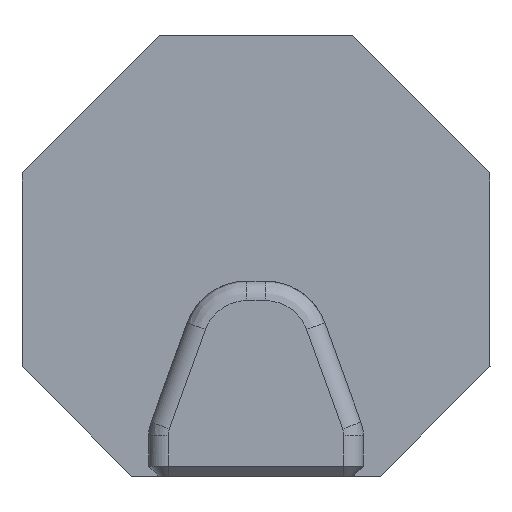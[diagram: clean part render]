
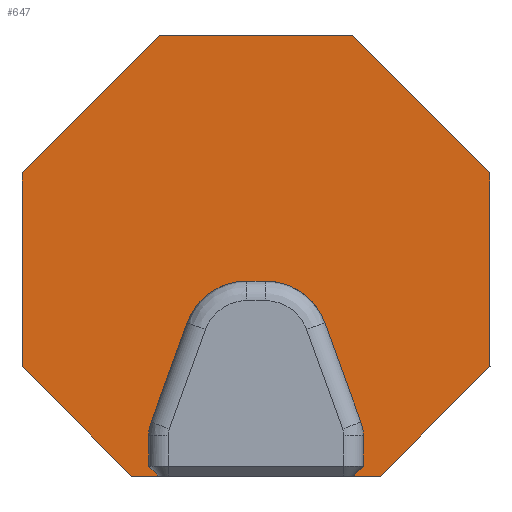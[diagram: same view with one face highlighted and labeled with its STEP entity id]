
A CAD part, front view. The second image highlights one B-rep face of the part: STEP entity #647.
In plain terms, the highlighted free-form (B-spline) face has degree [1, 1] with [2, 2] control points.
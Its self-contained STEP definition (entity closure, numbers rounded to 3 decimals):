
#22 = VERTEX_POINT('',#23);
#23 = CARTESIAN_POINT('',(298.86,-28.034,
    165.504));
#31 = EDGE_CURVE('',#32,#22,#34,.T.);
#32 = VERTEX_POINT('',#33);
#33 = CARTESIAN_POINT('',(298.857,-28.034,
    165.5));
#34 = B_SPLINE_CURVE_WITH_KNOTS('',1,(#35,#36),.UNSPECIFIED.,.F.,.F.,(2,
    2),(0.569,0.573),.PIECEWISE_BEZIER_KNOTS.);
#35 = CARTESIAN_POINT('',(298.857,-28.034,
    165.5));
#36 = CARTESIAN_POINT('',(298.86,-28.034,
    165.504));
#62 = VERTEX_POINT('',#63);
#63 = CARTESIAN_POINT('',(287.903,-28.034,
    165.504));
#71 = EDGE_CURVE('',#72,#62,#74,.T.);
#72 = VERTEX_POINT('',#73);
#73 = CARTESIAN_POINT('',(287.903,-28.034,
    167.648));
#74 = B_SPLINE_CURVE_WITH_KNOTS('',1,(#75,#76),.UNSPECIFIED.,.F.,.F.,(2,
    2),(4.996,6.641),.PIECEWISE_BEZIER_KNOTS.);
#75 = CARTESIAN_POINT('',(287.903,-28.034,
    167.648));
#76 = CARTESIAN_POINT('',(287.903,-28.034,
    165.504));
#110 = EDGE_CURVE('',#111,#72,#113,.T.);
#111 = VERTEX_POINT('',#112);
#112 = CARTESIAN_POINT('',(288.154,-28.034,
    169.075));
#113 = ( BOUNDED_CURVE() B_SPLINE_CURVE(2,(#114,#115,#116),
.UNSPECIFIED.,.F.,.F.) B_SPLINE_CURVE_WITH_KNOTS((3,3),(6.109,
6.458),.PIECEWISE_BEZIER_KNOTS.) CURVE() 
GEOMETRIC_REPRESENTATION_ITEM() RATIONAL_B_SPLINE_CURVE((1.,
0.985,1.)) REPRESENTATION_ITEM('') );
#114 = CARTESIAN_POINT('',(288.154,-28.034,
    169.075));
#115 = CARTESIAN_POINT('',(287.903,-28.034,
    168.384));
#116 = CARTESIAN_POINT('',(287.903,-28.034,
    167.648));
#145 = EDGE_CURVE('',#146,#111,#148,.T.);
#146 = VERTEX_POINT('',#147);
#147 = CARTESIAN_POINT('',(290.373,-28.034,
    175.171));
#148 = B_SPLINE_CURVE_WITH_KNOTS('',1,(#149,#150),.UNSPECIFIED.,.F.,.F.,
  (2,2),(0.931,5.906),.PIECEWISE_BEZIER_KNOTS.);
#149 = CARTESIAN_POINT('',(290.373,-28.034,
    175.171));
#150 = CARTESIAN_POINT('',(288.154,-28.034,
    169.075));
#177 = EDGE_CURVE('',#178,#146,#180,.T.);
#178 = VERTEX_POINT('',#179);
#179 = CARTESIAN_POINT('',(292.762,-28.034,
    176.844));
#180 = ( BOUNDED_CURVE() B_SPLINE_CURVE(2,(#181,#182,#183),
.UNSPECIFIED.,.F.,.F.) B_SPLINE_CURVE_WITH_KNOTS((3,3),(5.672,
6.894),.PIECEWISE_BEZIER_KNOTS.) CURVE() 
GEOMETRIC_REPRESENTATION_ITEM() RATIONAL_B_SPLINE_CURVE((1.,
0.819,1.)) REPRESENTATION_ITEM('') );
#181 = CARTESIAN_POINT('',(292.762,-28.034,
    176.844));
#182 = CARTESIAN_POINT('',(290.982,-28.034,
    176.844));
#183 = CARTESIAN_POINT('',(290.373,-28.034,
    175.171));
#212 = EDGE_CURVE('',#213,#178,#215,.T.);
#213 = VERTEX_POINT('',#214);
#214 = CARTESIAN_POINT('',(294.001,-28.034,
    176.844));
#215 = B_SPLINE_CURVE_WITH_KNOTS('',1,(#216,#217),.UNSPECIFIED.,.F.,.F.,
  (2,2),(-3.987,-3.038),.PIECEWISE_BEZIER_KNOTS.);
#216 = CARTESIAN_POINT('',(294.001,-28.034,
    176.844));
#217 = CARTESIAN_POINT('',(292.762,-28.034,
    176.844));
#244 = EDGE_CURVE('',#245,#213,#247,.T.);
#245 = VERTEX_POINT('',#246);
#246 = CARTESIAN_POINT('',(296.39,-28.034,
    175.171));
#247 = ( BOUNDED_CURVE() B_SPLINE_CURVE(2,(#248,#249,#250),
.UNSPECIFIED.,.F.,.F.) B_SPLINE_CURVE_WITH_KNOTS((3,3),(5.672,
6.894),.PIECEWISE_BEZIER_KNOTS.) CURVE() 
GEOMETRIC_REPRESENTATION_ITEM() RATIONAL_B_SPLINE_CURVE((1.,
0.819,1.)) REPRESENTATION_ITEM('') );
#248 = CARTESIAN_POINT('',(296.39,-28.034,
    175.171));
#249 = CARTESIAN_POINT('',(295.781,-28.034,
    176.844));
#250 = CARTESIAN_POINT('',(294.001,-28.034,
    176.844));
#279 = EDGE_CURVE('',#280,#245,#282,.T.);
#280 = VERTEX_POINT('',#281);
#281 = CARTESIAN_POINT('',(298.609,-28.034,
    169.075));
#282 = B_SPLINE_CURVE_WITH_KNOTS('',1,(#283,#284),.UNSPECIFIED.,.F.,.F.,
  (2,2),(-5.807,-0.832),.PIECEWISE_BEZIER_KNOTS.);
#283 = CARTESIAN_POINT('',(298.609,-28.034,
    169.075));
#284 = CARTESIAN_POINT('',(296.39,-28.034,
    175.171));
#311 = EDGE_CURVE('',#312,#280,#314,.T.);
#312 = VERTEX_POINT('',#313);
#313 = CARTESIAN_POINT('',(298.86,-28.034,
    167.648));
#314 = ( BOUNDED_CURVE() B_SPLINE_CURVE(2,(#315,#316,#317),
.UNSPECIFIED.,.F.,.F.) B_SPLINE_CURVE_WITH_KNOTS((3,3),(6.109,
6.458),.PIECEWISE_BEZIER_KNOTS.) CURVE() 
GEOMETRIC_REPRESENTATION_ITEM() RATIONAL_B_SPLINE_CURVE((1.,
0.985,1.)) REPRESENTATION_ITEM('') );
#315 = CARTESIAN_POINT('',(298.86,-28.034,
    167.648));
#316 = CARTESIAN_POINT('',(298.86,-28.034,
    168.384));
#317 = CARTESIAN_POINT('',(298.609,-28.034,
    169.075));
#345 = EDGE_CURVE('',#22,#312,#346,.T.);
#346 = B_SPLINE_CURVE_WITH_KNOTS('',1,(#347,#348),.UNSPECIFIED.,.F.,.F.,
  (2,2),(-5.641,-3.996),.PIECEWISE_BEZIER_KNOTS.);
#347 = CARTESIAN_POINT('',(298.86,-28.034,
    165.504));
#348 = CARTESIAN_POINT('',(298.86,-28.034,
    167.648));
#369 = VERTEX_POINT('',#370);
#370 = CARTESIAN_POINT('',(287.907,-28.034,
    165.5));
#376 = EDGE_CURVE('',#62,#369,#377,.T.);
#377 = B_SPLINE_CURVE_WITH_KNOTS('',1,(#378,#379),.UNSPECIFIED.,.F.,.F.,
  (2,2),(4.73,4.735),.PIECEWISE_BEZIER_KNOTS.);
#378 = CARTESIAN_POINT('',(287.903,-28.034,
    165.504));
#379 = CARTESIAN_POINT('',(287.907,-28.034,
    165.5));
#647 = ADVANCED_FACE('',(#648),#722,.T.);
#648 = FACE_BOUND('',#649,.T.);
#649 = EDGE_LOOP('',(#650,#651,#658,#665,#672,#679,#686,#693,#700,#707,
    #712,#713,#714,#715,#716,#717,#718,#719,#720,#721));
#650 = ORIENTED_EDGE('',*,*,#31,.F.);
#651 = ORIENTED_EDGE('',*,*,#652,.F.);
#652 = EDGE_CURVE('',#653,#32,#655,.T.);
#653 = VERTEX_POINT('',#654);
#654 = CARTESIAN_POINT('',(301.721,-28.034,165.5
    ));
#655 = B_SPLINE_CURVE_WITH_KNOTS('',1,(#656,#657),.UNSPECIFIED.,.F.,.F.,
  (2,2),(9.854,12.051),.PIECEWISE_BEZIER_KNOTS.);
#656 = CARTESIAN_POINT('',(301.721,-28.034,
    165.5));
#657 = CARTESIAN_POINT('',(298.857,-28.034,
    165.5));
#658 = ORIENTED_EDGE('',*,*,#659,.T.);
#659 = EDGE_CURVE('',#653,#660,#662,.T.);
#660 = VERTEX_POINT('',#661);
#661 = CARTESIAN_POINT('',(309.029,-28.034,
    172.808));
#662 = B_SPLINE_CURVE_WITH_KNOTS('',1,(#663,#664),.UNSPECIFIED.,.F.,.F.,
  (2,2),(-2.719,5.206),.PIECEWISE_BEZIER_KNOTS.);
#663 = CARTESIAN_POINT('',(301.721,-28.034,165.5
    ));
#664 = CARTESIAN_POINT('',(309.029,-28.034,
    172.808));
#665 = ORIENTED_EDGE('',*,*,#666,.T.);
#666 = EDGE_CURVE('',#660,#667,#669,.T.);
#667 = VERTEX_POINT('',#668);
#668 = CARTESIAN_POINT('',(309.029,-28.034,
    185.77));
#669 = B_SPLINE_CURVE_WITH_KNOTS('',1,(#670,#671),.UNSPECIFIED.,.F.,.F.,
  (2,2),(-5.956,3.985),.PIECEWISE_BEZIER_KNOTS.);
#670 = CARTESIAN_POINT('',(309.029,-28.034,
    172.808));
#671 = CARTESIAN_POINT('',(309.029,-28.034,
    185.77));
#672 = ORIENTED_EDGE('',*,*,#673,.T.);
#673 = EDGE_CURVE('',#667,#674,#676,.T.);
#674 = VERTEX_POINT('',#675);
#675 = CARTESIAN_POINT('',(299.863,-28.034,
    194.936));
#676 = B_SPLINE_CURVE_WITH_KNOTS('',1,(#677,#678),.UNSPECIFIED.,.F.,.F.,
  (2,2),(-7.105,2.837),.PIECEWISE_BEZIER_KNOTS.);
#677 = CARTESIAN_POINT('',(309.029,-28.034,
    185.77));
#678 = CARTESIAN_POINT('',(299.863,-28.034,
    194.936));
#679 = ORIENTED_EDGE('',*,*,#680,.F.);
#680 = EDGE_CURVE('',#681,#674,#683,.T.);
#681 = VERTEX_POINT('',#682);
#682 = CARTESIAN_POINT('',(286.9,-28.034,
    194.936));
#683 = B_SPLINE_CURVE_WITH_KNOTS('',1,(#684,#685),.UNSPECIFIED.,.F.,.F.,
  (2,2),(-1.221,8.721),.PIECEWISE_BEZIER_KNOTS.);
#684 = CARTESIAN_POINT('',(286.9,-28.034,
    194.936));
#685 = CARTESIAN_POINT('',(299.863,-28.034,
    194.936));
#686 = ORIENTED_EDGE('',*,*,#687,.F.);
#687 = EDGE_CURVE('',#688,#681,#690,.T.);
#688 = VERTEX_POINT('',#689);
#689 = CARTESIAN_POINT('',(277.735,-28.034,
    185.77));
#690 = B_SPLINE_CURVE_WITH_KNOTS('',1,(#691,#692),.UNSPECIFIED.,.F.,.F.,
  (2,2),(-7.105,2.837),.PIECEWISE_BEZIER_KNOTS.);
#691 = CARTESIAN_POINT('',(277.735,-28.034,
    185.77));
#692 = CARTESIAN_POINT('',(286.9,-28.034,
    194.936));
#693 = ORIENTED_EDGE('',*,*,#694,.F.);
#694 = EDGE_CURVE('',#695,#688,#697,.T.);
#695 = VERTEX_POINT('',#696);
#696 = CARTESIAN_POINT('',(277.735,-28.034,
    172.808));
#697 = B_SPLINE_CURVE_WITH_KNOTS('',1,(#698,#699),.UNSPECIFIED.,.F.,.F.,
  (2,2),(-5.956,3.985),.PIECEWISE_BEZIER_KNOTS.);
#698 = CARTESIAN_POINT('',(277.735,-28.034,
    172.808));
#699 = CARTESIAN_POINT('',(277.735,-28.034,
    185.77));
#700 = ORIENTED_EDGE('',*,*,#701,.F.);
#701 = EDGE_CURVE('',#702,#695,#704,.T.);
#702 = VERTEX_POINT('',#703);
#703 = CARTESIAN_POINT('',(285.042,-28.034,
    165.5));
#704 = B_SPLINE_CURVE_WITH_KNOTS('',1,(#705,#706),.UNSPECIFIED.,.F.,.F.,
  (2,2),(-2.719,5.206),.PIECEWISE_BEZIER_KNOTS.);
#705 = CARTESIAN_POINT('',(285.042,-28.034,
    165.5));
#706 = CARTESIAN_POINT('',(277.735,-28.034,
    172.808));
#707 = ORIENTED_EDGE('',*,*,#708,.F.);
#708 = EDGE_CURVE('',#369,#702,#709,.T.);
#709 = B_SPLINE_CURVE_WITH_KNOTS('',1,(#710,#711),.UNSPECIFIED.,.F.,.F.,
  (2,2),(20.449,22.646),.PIECEWISE_BEZIER_KNOTS.);
#710 = CARTESIAN_POINT('',(287.907,-28.034,
    165.5));
#711 = CARTESIAN_POINT('',(285.042,-28.034,
    165.5));
#712 = ORIENTED_EDGE('',*,*,#376,.F.);
#713 = ORIENTED_EDGE('',*,*,#71,.F.);
#714 = ORIENTED_EDGE('',*,*,#110,.F.);
#715 = ORIENTED_EDGE('',*,*,#145,.F.);
#716 = ORIENTED_EDGE('',*,*,#177,.F.);
#717 = ORIENTED_EDGE('',*,*,#212,.F.);
#718 = ORIENTED_EDGE('',*,*,#244,.F.);
#719 = ORIENTED_EDGE('',*,*,#279,.F.);
#720 = ORIENTED_EDGE('',*,*,#311,.F.);
#721 = ORIENTED_EDGE('',*,*,#345,.F.);
#722 = B_SPLINE_SURFACE_WITH_KNOTS('',1,1,(
    (#723,#724)
    ,(#725,#726
    )),.UNSPECIFIED.,.F.,.F.,.F.,(2,2),(2,2),(-11.288,
    11.287),(-4.5,19.5),
  .PIECEWISE_BEZIER_KNOTS.);
#723 = CARTESIAN_POINT('',(277.735,-28.034,
    194.936));
#724 = CARTESIAN_POINT('',(309.029,-28.034,
    194.936));
#725 = CARTESIAN_POINT('',(277.735,-28.034,
    165.5));
#726 = CARTESIAN_POINT('',(309.029,-28.034,
    165.5));
